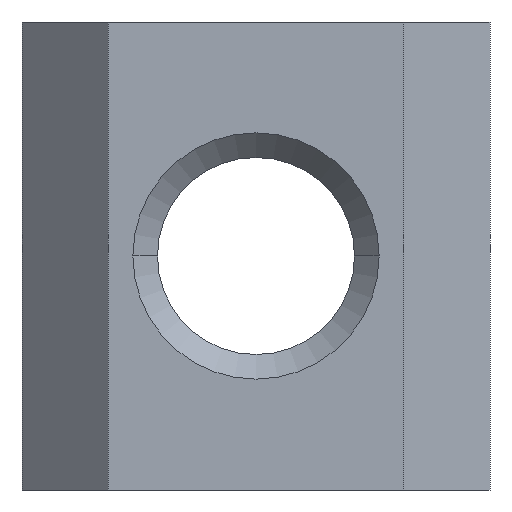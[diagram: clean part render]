
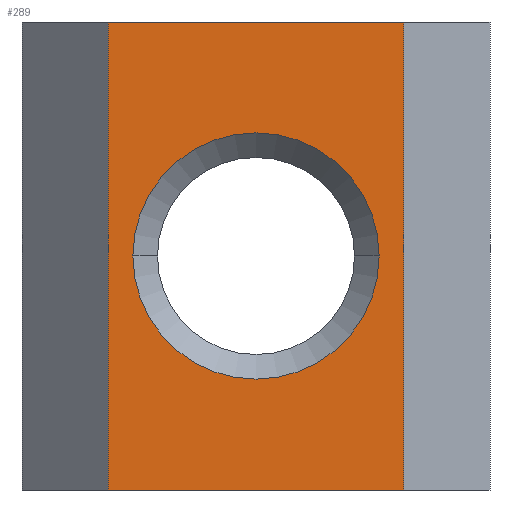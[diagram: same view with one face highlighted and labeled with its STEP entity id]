
A CAD part, front view. The second image highlights one B-rep face of the part: STEP entity #289.
In plain terms, the highlighted planar face has unit normal (0, -1, 0).
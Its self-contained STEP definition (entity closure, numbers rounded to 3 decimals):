
#17 = ORIENTED_EDGE ( 'NONE', *, *, #226, .T. ) ;
#44 = DIRECTION ( 'NONE',  ( 1., 0., 0. ) ) ;
#45 = VECTOR ( 'NONE', #44, 1000. ) ;
#49 = LINE ( 'NONE', #77, #45 ) ;
#62 = CARTESIAN_POINT ( 'NONE',  ( 3., -4.3, 4.75 ) ) ;
#77 = CARTESIAN_POINT ( 'NONE',  ( -3., -4.3, 4.75 ) ) ;
#79 = DIRECTION ( 'NONE',  ( 0., 1., 0. ) ) ;
#92 = VERTEX_POINT ( 'NONE', #550 ) ;
#94 = CIRCLE ( 'NONE', #419, 2.5 ) ;
#98 = DIRECTION ( 'NONE',  ( 0., 0., -1. ) ) ;
#145 = DIRECTION ( 'NONE',  ( 0., 0., -1. ) ) ;
#177 = VECTOR ( 'NONE', #476, 1000. ) ;
#181 = VERTEX_POINT ( 'NONE', #397 ) ;
#182 = PLANE ( 'NONE',  #410 ) ;
#212 = CARTESIAN_POINT ( 'NONE',  ( -3., -4.3, -4.75 ) ) ;
#220 = DIRECTION ( 'NONE',  ( -1., 0., 0. ) ) ;
#226 = EDGE_CURVE ( 'NONE', #343, #418, #260, .T. ) ;
#227 = CARTESIAN_POINT ( 'NONE',  ( 3., -4.3, 4.75 ) ) ;
#229 = CARTESIAN_POINT ( 'NONE',  ( -3., -4.3, 4.75 ) ) ;
#235 = EDGE_CURVE ( 'NONE', #428, #92, #430, .T. ) ;
#250 = ORIENTED_EDGE ( 'NONE', *, *, #264, .F. ) ;
#252 = CARTESIAN_POINT ( 'NONE',  ( 0., -4.3, 0. ) ) ;
#260 = CIRCLE ( 'NONE', #537, 2.5 ) ;
#263 = DIRECTION ( 'NONE',  ( -1., 0., 0. ) ) ;
#264 = EDGE_CURVE ( 'NONE', #181, #387, #49, .T. ) ;
#276 = FACE_BOUND ( 'NONE', #318, .T. ) ;
#278 = VECTOR ( 'NONE', #145, 1000. ) ;
#289 = ADVANCED_FACE ( 'NONE', ( #276, #317 ), #182, .F. ) ;
#311 = LINE ( 'NONE', #229, #529 ) ;
#313 = DIRECTION ( 'NONE',  ( 0., 1., 0. ) ) ;
#317 = FACE_OUTER_BOUND ( 'NONE', #453, .T. ) ;
#318 = EDGE_LOOP ( 'NONE', ( #17, #392 ) ) ;
#321 = LINE ( 'NONE', #62, #278 ) ;
#325 = CARTESIAN_POINT ( 'NONE',  ( -3., -4.3, -4.75 ) ) ;
#331 = EDGE_CURVE ( 'NONE', #181, #428, #311, .T. ) ;
#343 = VERTEX_POINT ( 'NONE', #446 ) ;
#349 = EDGE_CURVE ( 'NONE', #387, #92, #321, .T. ) ;
#374 = ORIENTED_EDGE ( 'NONE', *, *, #331, .T. ) ;
#387 = VERTEX_POINT ( 'NONE', #227 ) ;
#392 = ORIENTED_EDGE ( 'NONE', *, *, #520, .T. ) ;
#397 = CARTESIAN_POINT ( 'NONE',  ( -3., -4.3, 4.75 ) ) ;
#410 = AXIS2_PLACEMENT_3D ( 'NONE', #486, #491, #220 ) ;
#418 = VERTEX_POINT ( 'NONE', #463 ) ;
#419 = AXIS2_PLACEMENT_3D ( 'NONE', #519, #313, #263 ) ;
#428 = VERTEX_POINT ( 'NONE', #325 ) ;
#430 = LINE ( 'NONE', #212, #177 ) ;
#446 = CARTESIAN_POINT ( 'NONE',  ( 2.5, -4.3, 0. ) ) ;
#453 = EDGE_LOOP ( 'NONE', ( #459, #462, #250, #374 ) ) ;
#459 = ORIENTED_EDGE ( 'NONE', *, *, #235, .T. ) ;
#462 = ORIENTED_EDGE ( 'NONE', *, *, #349, .F. ) ;
#463 = CARTESIAN_POINT ( 'NONE',  ( -2.5, -4.3, 0. ) ) ;
#476 = DIRECTION ( 'NONE',  ( 1., 0., 0. ) ) ;
#481 = DIRECTION ( 'NONE',  ( -1., 0., 0. ) ) ;
#486 = CARTESIAN_POINT ( 'NONE',  ( -3., -4.3, 4.75 ) ) ;
#491 = DIRECTION ( 'NONE',  ( 0., 1., 0. ) ) ;
#519 = CARTESIAN_POINT ( 'NONE',  ( 0., -4.3, 0. ) ) ;
#520 = EDGE_CURVE ( 'NONE', #418, #343, #94, .T. ) ;
#529 = VECTOR ( 'NONE', #98, 1000. ) ;
#537 = AXIS2_PLACEMENT_3D ( 'NONE', #252, #79, #481 ) ;
#550 = CARTESIAN_POINT ( 'NONE',  ( 3., -4.3, -4.75 ) ) ;
